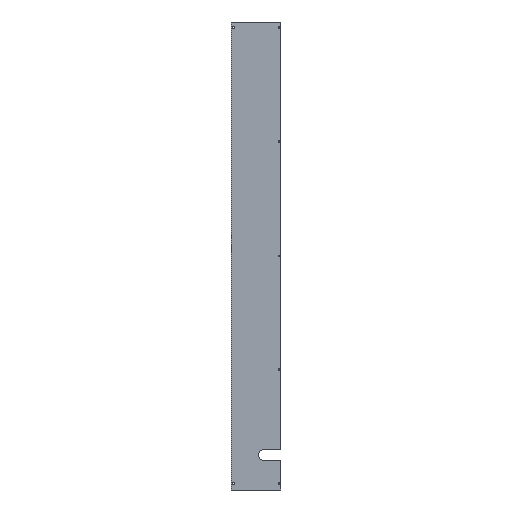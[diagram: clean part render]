
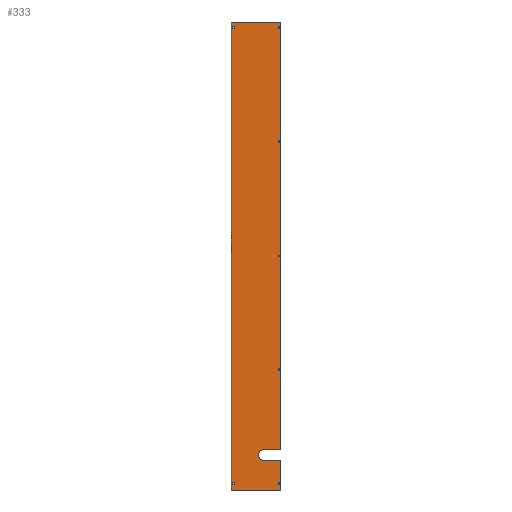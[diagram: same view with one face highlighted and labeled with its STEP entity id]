
A CAD part, left-side view. The second image highlights one B-rep face of the part: STEP entity #333.
In plain terms, the highlighted planar face has unit normal (-1, 0, 0).
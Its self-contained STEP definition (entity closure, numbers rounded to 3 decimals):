
#23=FACE_BOUND('',#55,.T.);
#24=FACE_BOUND('',#56,.T.);
#25=FACE_BOUND('',#57,.T.);
#26=FACE_BOUND('',#58,.T.);
#27=FACE_BOUND('',#59,.T.);
#28=FACE_BOUND('',#60,.T.);
#29=FACE_BOUND('',#61,.T.);
#37=FACE_OUTER_BOUND('',#54,.T.);
#54=EDGE_LOOP('',(#234,#235,#236,#237,#238,#239,#240,#241));
#55=EDGE_LOOP('',(#242));
#56=EDGE_LOOP('',(#243));
#57=EDGE_LOOP('',(#244));
#58=EDGE_LOOP('',(#245));
#59=EDGE_LOOP('',(#246));
#60=EDGE_LOOP('',(#247));
#61=EDGE_LOOP('',(#248));
#85=CIRCLE('',#365,10.);
#86=CIRCLE('',#366,1.75);
#87=CIRCLE('',#367,1.75);
#88=CIRCLE('',#368,1.75);
#89=CIRCLE('',#369,1.75);
#90=CIRCLE('',#370,1.75);
#91=CIRCLE('',#371,1.75);
#92=CIRCLE('',#372,1.75);
#101=LINE('',#498,#130);
#102=LINE('',#500,#131);
#103=LINE('',#502,#132);
#104=LINE('',#504,#133);
#105=LINE('',#508,#134);
#106=LINE('',#510,#135);
#107=LINE('',#511,#136);
#130=VECTOR('',#401,10.);
#131=VECTOR('',#402,10.);
#132=VECTOR('',#403,10.);
#133=VECTOR('',#404,10.);
#134=VECTOR('',#407,10.);
#135=VECTOR('',#408,10.);
#136=VECTOR('',#409,10.);
#159=VERTEX_POINT('',#496);
#160=VERTEX_POINT('',#497);
#161=VERTEX_POINT('',#499);
#162=VERTEX_POINT('',#501);
#163=VERTEX_POINT('',#503);
#164=VERTEX_POINT('',#505);
#165=VERTEX_POINT('',#507);
#166=VERTEX_POINT('',#509);
#167=VERTEX_POINT('',#512);
#168=VERTEX_POINT('',#514);
#169=VERTEX_POINT('',#516);
#170=VERTEX_POINT('',#518);
#171=VERTEX_POINT('',#520);
#172=VERTEX_POINT('',#522);
#173=VERTEX_POINT('',#524);
#189=EDGE_CURVE('',#159,#160,#101,.T.);
#190=EDGE_CURVE('',#160,#161,#102,.T.);
#191=EDGE_CURVE('',#161,#162,#103,.T.);
#192=EDGE_CURVE('',#162,#163,#104,.T.);
#193=EDGE_CURVE('',#164,#163,#85,.T.);
#194=EDGE_CURVE('',#164,#165,#105,.T.);
#195=EDGE_CURVE('',#165,#166,#106,.T.);
#196=EDGE_CURVE('',#166,#159,#107,.T.);
#197=EDGE_CURVE('',#167,#167,#86,.T.);
#198=EDGE_CURVE('',#168,#168,#87,.T.);
#199=EDGE_CURVE('',#169,#169,#88,.T.);
#200=EDGE_CURVE('',#170,#170,#89,.T.);
#201=EDGE_CURVE('',#171,#171,#90,.T.);
#202=EDGE_CURVE('',#172,#172,#91,.T.);
#203=EDGE_CURVE('',#173,#173,#92,.T.);
#234=ORIENTED_EDGE('',*,*,#189,.T.);
#235=ORIENTED_EDGE('',*,*,#190,.T.);
#236=ORIENTED_EDGE('',*,*,#191,.T.);
#237=ORIENTED_EDGE('',*,*,#192,.T.);
#238=ORIENTED_EDGE('',*,*,#193,.F.);
#239=ORIENTED_EDGE('',*,*,#194,.T.);
#240=ORIENTED_EDGE('',*,*,#195,.T.);
#241=ORIENTED_EDGE('',*,*,#196,.T.);
#242=ORIENTED_EDGE('',*,*,#197,.T.);
#243=ORIENTED_EDGE('',*,*,#198,.T.);
#244=ORIENTED_EDGE('',*,*,#199,.T.);
#245=ORIENTED_EDGE('',*,*,#200,.T.);
#246=ORIENTED_EDGE('',*,*,#201,.T.);
#247=ORIENTED_EDGE('',*,*,#202,.T.);
#248=ORIENTED_EDGE('',*,*,#203,.T.);
#324=PLANE('',#364);
#333=ADVANCED_FACE('',(#37,#23,#24,#25,#26,#27,#28,#29),#324,.T.);
#364=AXIS2_PLACEMENT_3D('',#495,#399,#400);
#365=AXIS2_PLACEMENT_3D('',#506,#405,#406);
#366=AXIS2_PLACEMENT_3D('',#513,#410,#411);
#367=AXIS2_PLACEMENT_3D('',#515,#412,#413);
#368=AXIS2_PLACEMENT_3D('',#517,#414,#415);
#369=AXIS2_PLACEMENT_3D('',#519,#416,#417);
#370=AXIS2_PLACEMENT_3D('',#521,#418,#419);
#371=AXIS2_PLACEMENT_3D('',#523,#420,#421);
#372=AXIS2_PLACEMENT_3D('',#525,#422,#423);
#399=DIRECTION('center_axis',(-1.,0.,0.));
#400=DIRECTION('ref_axis',(0.,0.,1.));
#401=DIRECTION('',(0.,0.,-1.));
#402=DIRECTION('',(0.,-1.,0.));
#403=DIRECTION('',(0.,0.,1.));
#404=DIRECTION('',(0.,1.,0.));
#405=DIRECTION('center_axis',(-1.,0.,0.));
#406=DIRECTION('ref_axis',(0.,0.707,0.707));
#407=DIRECTION('',(0.,-1.,0.));
#408=DIRECTION('',(0.,0.,1.));
#409=DIRECTION('',(0.,1.,0.));
#410=DIRECTION('center_axis',(1.,0.,0.));
#411=DIRECTION('ref_axis',(0.,0.,-1.));
#412=DIRECTION('center_axis',(1.,0.,0.));
#413=DIRECTION('ref_axis',(0.,0.,-1.));
#414=DIRECTION('center_axis',(1.,0.,0.));
#415=DIRECTION('ref_axis',(0.,0.,1.));
#416=DIRECTION('center_axis',(1.,0.,0.));
#417=DIRECTION('ref_axis',(0.,0.,1.));
#418=DIRECTION('center_axis',(1.,0.,0.));
#419=DIRECTION('ref_axis',(0.,0.,1.));
#420=DIRECTION('center_axis',(1.,0.,0.));
#421=DIRECTION('ref_axis',(0.,0.,1.));
#422=DIRECTION('center_axis',(1.,0.,0.));
#423=DIRECTION('ref_axis',(0.,0.,1.));
#495=CARTESIAN_POINT('Origin',(136.078,83.871,20.175));
#496=CARTESIAN_POINT('',(136.078,126.871,432.124));
#497=CARTESIAN_POINT('',(136.078,126.871,-391.775));
#498=CARTESIAN_POINT('',(136.078,126.871,432.124));
#499=CARTESIAN_POINT('',(136.078,38.871,-391.775));
#500=CARTESIAN_POINT('',(136.078,128.871,-391.775));
#501=CARTESIAN_POINT('',(136.078,38.871,-340.225));
#502=CARTESIAN_POINT('',(136.078,38.871,-391.775));
#503=CARTESIAN_POINT('',(136.078,68.871,-340.225));
#504=CARTESIAN_POINT('',(136.078,61.371,-340.225));
#505=CARTESIAN_POINT('',(136.078,68.871,-320.225));
#506=CARTESIAN_POINT('Origin',(136.078,68.871,-330.225));
#507=CARTESIAN_POINT('',(136.078,38.871,-320.225));
#508=CARTESIAN_POINT('',(136.078,81.371,-320.225));
#509=CARTESIAN_POINT('',(136.078,38.871,432.124));
#510=CARTESIAN_POINT('',(136.078,38.871,-391.775));
#511=CARTESIAN_POINT('',(136.078,38.871,432.124));
#512=CARTESIAN_POINT('',(136.078,122.696,423.874));
#513=CARTESIAN_POINT('Origin',(136.078,122.696,422.124));
#514=CARTESIAN_POINT('',(136.078,122.696,-378.25));
#515=CARTESIAN_POINT('Origin',(136.078,122.696,-380.));
#516=CARTESIAN_POINT('',(136.078,42.046,-381.75));
#517=CARTESIAN_POINT('Origin',(136.078,42.046,-380.));
#518=CARTESIAN_POINT('',(136.078,42.046,-181.663));
#519=CARTESIAN_POINT('Origin',(136.078,42.046,-179.913));
#520=CARTESIAN_POINT('',(136.078,42.046,18.425));
#521=CARTESIAN_POINT('Origin',(136.078,42.046,20.175));
#522=CARTESIAN_POINT('',(136.078,42.046,219.399));
#523=CARTESIAN_POINT('Origin',(136.078,42.046,221.149));
#524=CARTESIAN_POINT('',(136.078,42.046,420.374));
#525=CARTESIAN_POINT('Origin',(136.078,42.046,422.124));
